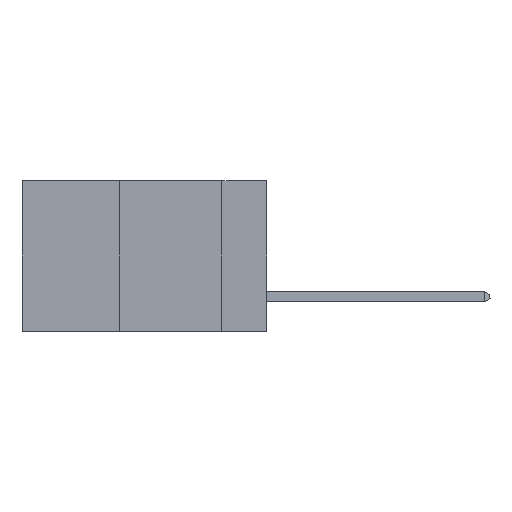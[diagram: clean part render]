
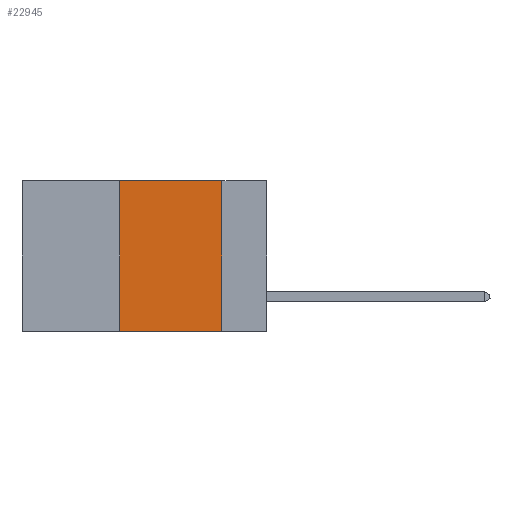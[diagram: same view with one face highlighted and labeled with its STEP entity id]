
A CAD part, left-side view. The second image highlights one B-rep face of the part: STEP entity #22945.
In plain terms, the highlighted planar face has unit normal (-1, 0, 0).
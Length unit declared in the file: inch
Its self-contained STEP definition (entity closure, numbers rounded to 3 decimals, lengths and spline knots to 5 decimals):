
#176 = CARTESIAN_POINT ( 'NONE',  ( 0., 0.6, 0. ) ) ;
#218 = VECTOR ( 'NONE', #8111, 39.37008 ) ;
#951 = DIRECTION ( 'NONE',  ( 1., 0., 0. ) ) ;
#2687 = CARTESIAN_POINT ( 'NONE',  ( 0., 0.11, 0. ) ) ;
#2851 = DIRECTION ( 'NONE',  ( 0., 0., -1. ) ) ;
#2942 = EDGE_CURVE ( 'NONE', #10964, #21203, #7292, .T. ) ;
#3061 = VECTOR ( 'NONE', #19123, 39.37008 ) ;
#3790 = DIRECTION ( 'NONE',  ( 0., 0., 1. ) ) ;
#4634 = PLANE ( 'NONE',  #16453 ) ;
#5330 = CARTESIAN_POINT ( 'NONE',  ( 0., 0.36, 0. ) ) ;
#6647 = FACE_OUTER_BOUND ( 'NONE', #16370, .T. ) ;
#7292 = LINE ( 'NONE', #176, #19719 ) ;
#7937 = ORIENTED_EDGE ( 'NONE', *, *, #2942, .F. ) ;
#8111 = DIRECTION ( 'NONE',  ( 0., 0., -1. ) ) ;
#8770 = VERTEX_POINT ( 'NONE', #14431 ) ;
#9201 = LINE ( 'NONE', #5330, #16884 ) ;
#10538 = CARTESIAN_POINT ( 'NONE',  ( 0., 0.36, 0. ) ) ;
#10946 = EDGE_CURVE ( 'NONE', #21507, #10964, #9201, .T. ) ;
#10964 = VERTEX_POINT ( 'NONE', #10538 ) ;
#11108 = ORIENTED_EDGE ( 'NONE', *, *, #22110, .F. ) ;
#12226 = CARTESIAN_POINT ( 'NONE',  ( 0., 0.11, 0. ) ) ;
#13098 = LINE ( 'NONE', #19292, #3061 ) ;
#14431 = CARTESIAN_POINT ( 'NONE',  ( 0., 0.11, -0.37 ) ) ;
#14509 = ORIENTED_EDGE ( 'NONE', *, *, #24307, .T. ) ;
#16370 = EDGE_LOOP ( 'NONE', ( #11108, #7937, #22183, #14509 ) ) ;
#16453 = AXIS2_PLACEMENT_3D ( 'NONE', #17863, #951, #2851 ) ;
#16884 = VECTOR ( 'NONE', #3790, 39.37008 ) ;
#17863 = CARTESIAN_POINT ( 'NONE',  ( 0., 0.6, 0. ) ) ;
#19123 = DIRECTION ( 'NONE',  ( 0., -1., 0. ) ) ;
#19292 = CARTESIAN_POINT ( 'NONE',  ( 0., 0.6, -0.37 ) ) ;
#19719 = VECTOR ( 'NONE', #22885, 39.37008 ) ;
#21203 = VERTEX_POINT ( 'NONE', #12226 ) ;
#21436 = LINE ( 'NONE', #2687, #218 ) ;
#21507 = VERTEX_POINT ( 'NONE', #22953 ) ;
#22110 = EDGE_CURVE ( 'NONE', #21203, #8770, #21436, .T. ) ;
#22183 = ORIENTED_EDGE ( 'NONE', *, *, #10946, .F. ) ;
#22885 = DIRECTION ( 'NONE',  ( 0., -1., 0. ) ) ;
#22945 = ADVANCED_FACE ( 'NONE', ( #6647 ), #4634, .F. ) ;
#22953 = CARTESIAN_POINT ( 'NONE',  ( 0., 0.36, -0.37 ) ) ;
#24307 = EDGE_CURVE ( 'NONE', #21507, #8770, #13098, .T. ) ;
